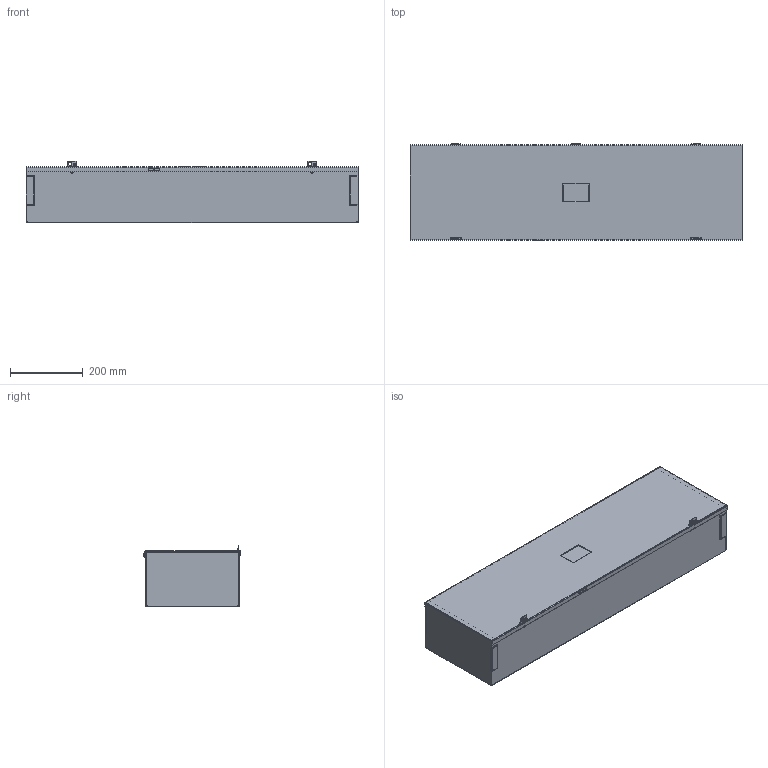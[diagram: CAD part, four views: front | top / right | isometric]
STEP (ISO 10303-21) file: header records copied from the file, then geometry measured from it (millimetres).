
FILE_DESCRIPTION( ( 'Unknown' ), '1' );
FILE_NAME( 'T3400.stp', 'Unknown', ( 'Unknown' ), ( 'Unknown' ), 'PSStep 16.0.42', 'Unknown', ' ' );
FILE_SCHEMA( ( 'AUTOMOTIVE_DESIGN { 1 0 10303 214 1 1 1 1 }' ) );
Length unit declared in the file: millimetre
Products named in the file (7): POP-RIVET-AJUSTABLE; POP-RIVET-0_125x0_328-GRIP-0_126-0_187-ADA43BS; POP-RIVET-0_125x0_328-GRIP-0_126-0_187-ADA43BS-ECRASÉ; Assem1; T3400-BOX; T3400-COVER; PADLOCK C
Assembly tree (8 placements, depth 3):
  Assem1
    T3400-BOX
    T3400-COVER
    PADLOCK C  x2
    POP-RIVET-AJUSTABLE  x2
      POP-RIVET-0_125x0_328-GRIP-0_126-0_187-ADA43BS
      POP-RIVET-0_125x0_328-GRIP-0_126-0_187-ADA43BS-ECRASÉ
Bounding box: 914.4 x 266.27 x 170.08 mm (x, y, z)
Volume: 1311568.9 mm3; surface area: 1732902.6 mm2
Topology: 8 solids, 8 shells, 418 faces, 1098 edges, 702 vertices
Faces by surface type: plane 262, cylinder 138, bspline 10, torus 6, cone 2
Full cylindrical faces by diameter (mm): 0.346 x2, 1.626 x2, 3.175 x6, 3.302 x2, 4.293 x3, 5.791 x12, 6.35 x2, 9.525 x2
Entity records: 15380 total; most frequent: CARTESIAN_POINT 2529, ORIENTED_EDGE 1976, DIRECTION 1949, EDGE_CURVE 988, LINE 707, VECTOR 707, VERTEX_POINT 649, AXIS2_PLACEMENT_3D 621
